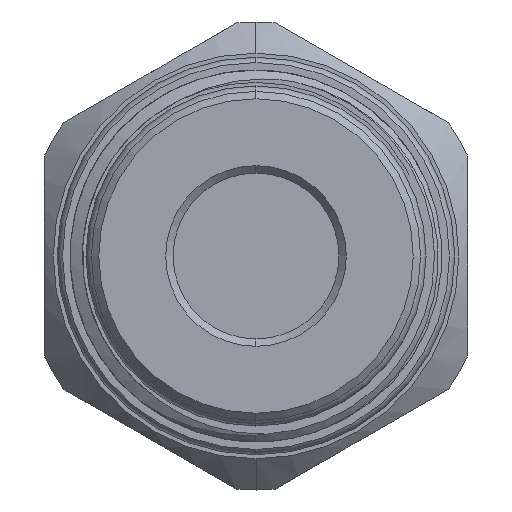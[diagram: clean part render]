
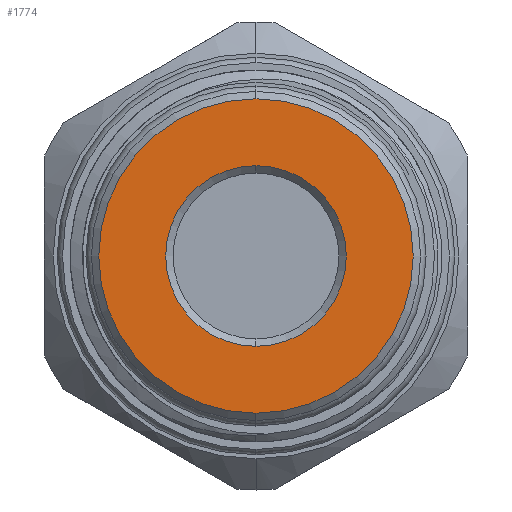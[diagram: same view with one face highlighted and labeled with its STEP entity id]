
A CAD part, left-side view. The second image highlights one B-rep face of the part: STEP entity #1774.
In plain terms, the highlighted planar face has unit normal (-1, 0, 0).
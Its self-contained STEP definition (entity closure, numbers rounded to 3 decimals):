
#96 = CIRCLE ( 'NONE', #9661, 6.1 ) ;
#167 = FACE_BOUND ( 'NONE', #7091, .T. ) ;
#383 = VERTEX_POINT ( 'NONE', #7909 ) ;
#395 = AXIS2_PLACEMENT_3D ( 'NONE', #11229, #1399, #2498 ) ;
#1082 = DIRECTION ( 'NONE',  ( 0., 0., -1. ) ) ;
#1399 = DIRECTION ( 'NONE',  ( 1., 0., 0. ) ) ;
#1479 = ORIENTED_EDGE ( 'NONE', *, *, #2767, .T. ) ;
#1609 = DIRECTION ( 'NONE',  ( 0., 0., -1. ) ) ;
#1664 = CARTESIAN_POINT ( 'NONE',  ( 0., 0., 0. ) ) ;
#1774 = ADVANCED_FACE ( 'NONE', ( #167, #11042 ), #12307, .F. ) ;
#1909 = VERTEX_POINT ( 'NONE', #11645 ) ;
#2409 = DIRECTION ( 'NONE',  ( 1., 0., 0. ) ) ;
#2498 = DIRECTION ( 'NONE',  ( 0., 0., -1. ) ) ;
#2767 = EDGE_CURVE ( 'NONE', #6514, #13467, #12419, .T. ) ;
#3136 = CIRCLE ( 'NONE', #3327, 10.615 ) ;
#3327 = AXIS2_PLACEMENT_3D ( 'NONE', #6763, #9014, #1082 ) ;
#3455 = CIRCLE ( 'NONE', #6151, 10.615 ) ;
#4169 = CARTESIAN_POINT ( 'NONE',  ( 0., 0., -6.1 ) ) ;
#4809 = AXIS2_PLACEMENT_3D ( 'NONE', #7079, #7183, #1609 ) ;
#5758 = DIRECTION ( 'NONE',  ( 1., 0., 0. ) ) ;
#5860 = CARTESIAN_POINT ( 'NONE',  ( 0., 0., 6.1 ) ) ;
#6151 = AXIS2_PLACEMENT_3D ( 'NONE', #9133, #2409, #11401 ) ;
#6514 = VERTEX_POINT ( 'NONE', #5860 ) ;
#6763 = CARTESIAN_POINT ( 'NONE',  ( 0., 0., 0. ) ) ;
#6897 = DIRECTION ( 'NONE',  ( 0., 0., -1. ) ) ;
#7023 = EDGE_LOOP ( 'NONE', ( #13889, #11369 ) ) ;
#7079 = CARTESIAN_POINT ( 'NONE',  ( 0., 0., 0. ) ) ;
#7091 = EDGE_LOOP ( 'NONE', ( #1479, #11228 ) ) ;
#7183 = DIRECTION ( 'NONE',  ( 1., 0., 0. ) ) ;
#7725 = EDGE_CURVE ( 'NONE', #1909, #383, #3136, .T. ) ;
#7909 = CARTESIAN_POINT ( 'NONE',  ( 0., 0., -10.615 ) ) ;
#8111 = EDGE_CURVE ( 'NONE', #383, #1909, #3455, .T. ) ;
#9014 = DIRECTION ( 'NONE',  ( 1., 0., 0. ) ) ;
#9133 = CARTESIAN_POINT ( 'NONE',  ( 0., 0., 0. ) ) ;
#9661 = AXIS2_PLACEMENT_3D ( 'NONE', #1664, #5758, #6897 ) ;
#10992 = EDGE_CURVE ( 'NONE', #13467, #6514, #96, .T. ) ;
#11042 = FACE_OUTER_BOUND ( 'NONE', #7023, .T. ) ;
#11228 = ORIENTED_EDGE ( 'NONE', *, *, #10992, .T. ) ;
#11229 = CARTESIAN_POINT ( 'NONE',  ( 0., 0., 0. ) ) ;
#11369 = ORIENTED_EDGE ( 'NONE', *, *, #7725, .F. ) ;
#11401 = DIRECTION ( 'NONE',  ( 0., 0., -1. ) ) ;
#11645 = CARTESIAN_POINT ( 'NONE',  ( 0., 0., 10.615 ) ) ;
#12307 = PLANE ( 'NONE',  #395 ) ;
#12419 = CIRCLE ( 'NONE', #4809, 6.1 ) ;
#13467 = VERTEX_POINT ( 'NONE', #4169 ) ;
#13889 = ORIENTED_EDGE ( 'NONE', *, *, #8111, .F. ) ;
